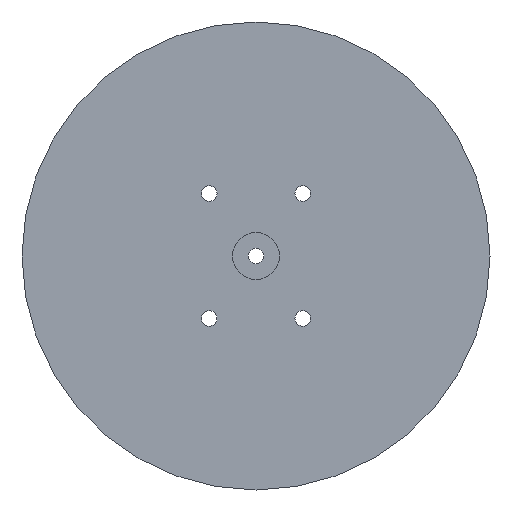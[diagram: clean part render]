
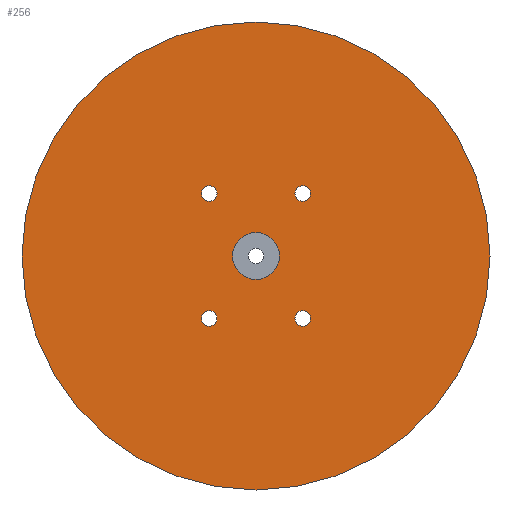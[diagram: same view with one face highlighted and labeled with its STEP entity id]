
A CAD part, front view. The second image highlights one B-rep face of the part: STEP entity #256.
In plain terms, the highlighted planar face has unit normal (0, -1, 0).
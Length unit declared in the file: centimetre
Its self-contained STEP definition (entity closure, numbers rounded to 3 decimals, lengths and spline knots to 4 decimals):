
#6 = CARTESIAN_POINT ( 'NONE',  ( -1.5, 2., 2. ) ) ;
#8 = CARTESIAN_POINT ( 'NONE',  ( 0., 2., 7.5 ) ) ;
#9 = EDGE_CURVE ( 'NONE', #551, #566, #311, .T. ) ;
#30 = CARTESIAN_POINT ( 'NONE',  ( -1.5, 2., -2.25 ) ) ;
#33 = CARTESIAN_POINT ( 'NONE',  ( 0., 2., -7.5 ) ) ;
#37 = CARTESIAN_POINT ( 'NONE',  ( -1.5, 2., -2. ) ) ;
#55 = PLANE ( 'NONE',  #510 ) ;
#59 = DIRECTION ( 'NONE',  ( 0., 1., 0. ) ) ;
#60 = ORIENTED_EDGE ( 'NONE', *, *, #470, .T. ) ;
#63 = FACE_OUTER_BOUND ( 'NONE', #284, .T. ) ;
#71 = VERTEX_POINT ( 'NONE', #75 ) ;
#73 = DIRECTION ( 'NONE',  ( 0., 1., 0. ) ) ;
#75 = CARTESIAN_POINT ( 'NONE',  ( -1.5, 2., 1.75 ) ) ;
#83 = EDGE_LOOP ( 'NONE', ( #173, #60 ) ) ;
#86 = ORIENTED_EDGE ( 'NONE', *, *, #199, .T. ) ;
#89 = DIRECTION ( 'NONE',  ( 0., 1., 0. ) ) ;
#90 = CIRCLE ( 'NONE', #410, 0.25 ) ;
#91 = CARTESIAN_POINT ( 'NONE',  ( 0., 2., 0. ) ) ;
#94 = DIRECTION ( 'NONE',  ( 0., 0., -1. ) ) ;
#108 = DIRECTION ( 'NONE',  ( 0., 0., 1. ) ) ;
#111 = DIRECTION ( 'NONE',  ( 0., -1., 0. ) ) ;
#120 = ORIENTED_EDGE ( 'NONE', *, *, #344, .F. ) ;
#128 = EDGE_CURVE ( 'NONE', #339, #475, #347, .T. ) ;
#129 = CARTESIAN_POINT ( 'NONE',  ( 1.5, 2., -1.75 ) ) ;
#138 = AXIS2_PLACEMENT_3D ( 'NONE', #160, #473, #389 ) ;
#139 = AXIS2_PLACEMENT_3D ( 'NONE', #372, #186, #370 ) ;
#147 = CIRCLE ( 'NONE', #300, 0.25 ) ;
#149 = ORIENTED_EDGE ( 'NONE', *, *, #441, .T. ) ;
#156 = AXIS2_PLACEMENT_3D ( 'NONE', #37, #295, #166 ) ;
#157 = CARTESIAN_POINT ( 'NONE',  ( -1.5, 2., -2. ) ) ;
#160 = CARTESIAN_POINT ( 'NONE',  ( 1.5, 2., 2. ) ) ;
#162 = ORIENTED_EDGE ( 'NONE', *, *, #310, .T. ) ;
#166 = DIRECTION ( 'NONE',  ( 0., 0., 1. ) ) ;
#173 = ORIENTED_EDGE ( 'NONE', *, *, #483, .T. ) ;
#179 = CIRCLE ( 'NONE', #532, 0.25 ) ;
#180 = CARTESIAN_POINT ( 'NONE',  ( 1.5, 2., 1.75 ) ) ;
#183 = VERTEX_POINT ( 'NONE', #8 ) ;
#186 = DIRECTION ( 'NONE',  ( 0., -1., 0. ) ) ;
#188 = DIRECTION ( 'NONE',  ( 0., 0., 1. ) ) ;
#199 = EDGE_CURVE ( 'NONE', #71, #373, #90, .T. ) ;
#201 = VERTEX_POINT ( 'NONE', #490 ) ;
#211 = EDGE_LOOP ( 'NONE', ( #433, #149 ) ) ;
#213 = DIRECTION ( 'NONE',  ( 0., 1., 0. ) ) ;
#219 = VERTEX_POINT ( 'NONE', #129 ) ;
#223 = EDGE_CURVE ( 'NONE', #219, #323, #531, .T. ) ;
#231 = FACE_BOUND ( 'NONE', #505, .T. ) ;
#246 = EDGE_CURVE ( 'NONE', #373, #71, #328, .T. ) ;
#251 = CIRCLE ( 'NONE', #477, 7.5 ) ;
#255 = CARTESIAN_POINT ( 'NONE',  ( 1.5, 2., -2. ) ) ;
#256 = ADVANCED_FACE ( 'NONE', ( #455, #332, #231, #416, #273, #63 ), #55, .T. ) ;
#262 = DIRECTION ( 'NONE',  ( 0., 1., 0. ) ) ;
#273 = FACE_BOUND ( 'NONE', #425, .T. ) ;
#282 = DIRECTION ( 'NONE',  ( 0., -1., 0. ) ) ;
#284 = EDGE_LOOP ( 'NONE', ( #162, #468 ) ) ;
#285 = CARTESIAN_POINT ( 'NONE',  ( -1.5, 2., 2.25 ) ) ;
#287 = AXIS2_PLACEMENT_3D ( 'NONE', #91, #407, #94 ) ;
#288 = AXIS2_PLACEMENT_3D ( 'NONE', #500, #282, #461 ) ;
#292 = DIRECTION ( 'NONE',  ( 0., 0., -1. ) ) ;
#295 = DIRECTION ( 'NONE',  ( 0., 1., 0. ) ) ;
#300 = AXIS2_PLACEMENT_3D ( 'NONE', #255, #73, #378 ) ;
#308 = ORIENTED_EDGE ( 'NONE', *, *, #460, .T. ) ;
#310 = EDGE_CURVE ( 'NONE', #472, #183, #385, .T. ) ;
#311 = CIRCLE ( 'NONE', #138, 0.25 ) ;
#322 = CARTESIAN_POINT ( 'NONE',  ( 0., 2., 0.75 ) ) ;
#323 = VERTEX_POINT ( 'NONE', #550 ) ;
#328 = CIRCLE ( 'NONE', #499, 0.25 ) ;
#332 = FACE_BOUND ( 'NONE', #371, .T. ) ;
#338 = DIRECTION ( 'NONE',  ( 0., 1., 0. ) ) ;
#339 = VERTEX_POINT ( 'NONE', #322 ) ;
#344 = EDGE_CURVE ( 'NONE', #475, #339, #412, .T. ) ;
#347 = CIRCLE ( 'NONE', #287, 0.75 ) ;
#349 = CARTESIAN_POINT ( 'NONE',  ( 0., 2., -0.75 ) ) ;
#359 = CARTESIAN_POINT ( 'NONE',  ( 1.5, 2., 2.25 ) ) ;
#363 = DIRECTION ( 'NONE',  ( 0., -1., 0. ) ) ;
#368 = CARTESIAN_POINT ( 'NONE',  ( 0., 2., 0. ) ) ;
#370 = DIRECTION ( 'NONE',  ( 0., 0., -1. ) ) ;
#371 = EDGE_LOOP ( 'NONE', ( #558, #86 ) ) ;
#372 = CARTESIAN_POINT ( 'NONE',  ( 0., 2., 0. ) ) ;
#373 = VERTEX_POINT ( 'NONE', #285 ) ;
#378 = DIRECTION ( 'NONE',  ( 0., 0., 1. ) ) ;
#385 = CIRCLE ( 'NONE', #139, 7.5 ) ;
#389 = DIRECTION ( 'NONE',  ( 0., 0., 1. ) ) ;
#394 = VERTEX_POINT ( 'NONE', #30 ) ;
#407 = DIRECTION ( 'NONE',  ( 0., -1., 0. ) ) ;
#410 = AXIS2_PLACEMENT_3D ( 'NONE', #6, #89, #572 ) ;
#412 = CIRCLE ( 'NONE', #288, 0.75 ) ;
#414 = DIRECTION ( 'NONE',  ( 0., 0., -1. ) ) ;
#416 = FACE_BOUND ( 'NONE', #83, .T. ) ;
#419 = AXIS2_PLACEMENT_3D ( 'NONE', #486, #262, #448 ) ;
#423 = ORIENTED_EDGE ( 'NONE', *, *, #9, .T. ) ;
#425 = EDGE_LOOP ( 'NONE', ( #120, #439 ) ) ;
#433 = ORIENTED_EDGE ( 'NONE', *, *, #223, .T. ) ;
#435 = DIRECTION ( 'NONE',  ( 0., 0., 1. ) ) ;
#439 = ORIENTED_EDGE ( 'NONE', *, *, #128, .F. ) ;
#441 = EDGE_CURVE ( 'NONE', #323, #219, #147, .T. ) ;
#448 = DIRECTION ( 'NONE',  ( 0., 0., 1. ) ) ;
#451 = CARTESIAN_POINT ( 'NONE',  ( -1.5, 2., 2. ) ) ;
#455 = FACE_BOUND ( 'NONE', #211, .T. ) ;
#456 = CIRCLE ( 'NONE', #494, 0.25 ) ;
#460 = EDGE_CURVE ( 'NONE', #566, #551, #456, .T. ) ;
#461 = DIRECTION ( 'NONE',  ( 0., 0., -1. ) ) ;
#466 = CIRCLE ( 'NONE', #156, 0.25 ) ;
#468 = ORIENTED_EDGE ( 'NONE', *, *, #525, .T. ) ;
#470 = EDGE_CURVE ( 'NONE', #394, #201, #466, .T. ) ;
#472 = VERTEX_POINT ( 'NONE', #33 ) ;
#473 = DIRECTION ( 'NONE',  ( 0., 1., 0. ) ) ;
#475 = VERTEX_POINT ( 'NONE', #349 ) ;
#477 = AXIS2_PLACEMENT_3D ( 'NONE', #508, #111, #292 ) ;
#483 = EDGE_CURVE ( 'NONE', #201, #394, #179, .T. ) ;
#486 = CARTESIAN_POINT ( 'NONE',  ( 1.5, 2., -2. ) ) ;
#490 = CARTESIAN_POINT ( 'NONE',  ( -1.5, 2., -1.75 ) ) ;
#494 = AXIS2_PLACEMENT_3D ( 'NONE', #565, #213, #435 ) ;
#499 = AXIS2_PLACEMENT_3D ( 'NONE', #451, #59, #188 ) ;
#500 = CARTESIAN_POINT ( 'NONE',  ( 0., 2., 0. ) ) ;
#505 = EDGE_LOOP ( 'NONE', ( #308, #423 ) ) ;
#508 = CARTESIAN_POINT ( 'NONE',  ( 0., 2., 0. ) ) ;
#510 = AXIS2_PLACEMENT_3D ( 'NONE', #368, #363, #414 ) ;
#525 = EDGE_CURVE ( 'NONE', #183, #472, #251, .T. ) ;
#531 = CIRCLE ( 'NONE', #419, 0.25 ) ;
#532 = AXIS2_PLACEMENT_3D ( 'NONE', #157, #338, #108 ) ;
#550 = CARTESIAN_POINT ( 'NONE',  ( 1.5, 2., -2.25 ) ) ;
#551 = VERTEX_POINT ( 'NONE', #180 ) ;
#558 = ORIENTED_EDGE ( 'NONE', *, *, #246, .T. ) ;
#565 = CARTESIAN_POINT ( 'NONE',  ( 1.5, 2., 2. ) ) ;
#566 = VERTEX_POINT ( 'NONE', #359 ) ;
#572 = DIRECTION ( 'NONE',  ( 0., 0., 1. ) ) ;
